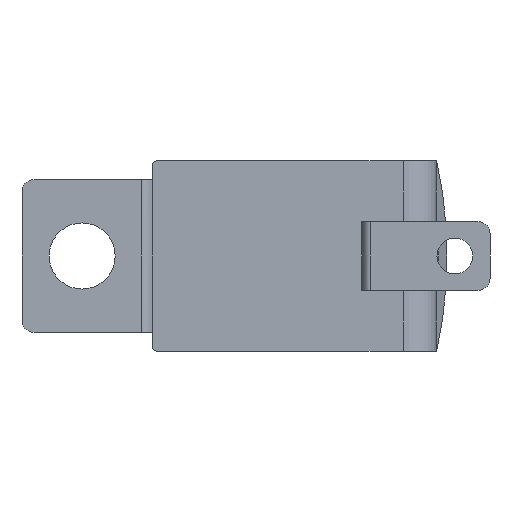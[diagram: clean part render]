
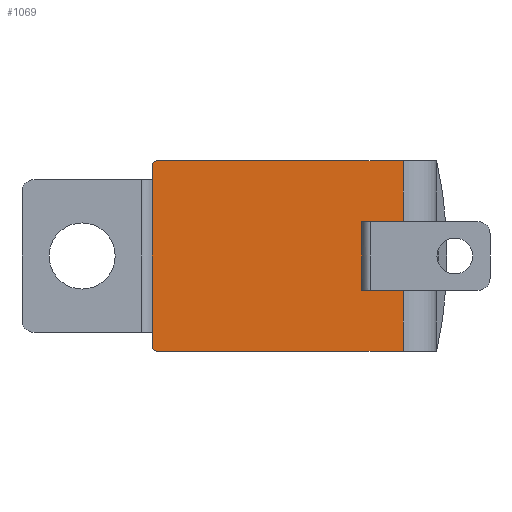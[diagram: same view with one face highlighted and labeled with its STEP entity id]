
A CAD part, front view. The second image highlights one B-rep face of the part: STEP entity #1069.
In plain terms, the highlighted planar face has unit normal (0, -1, 0).
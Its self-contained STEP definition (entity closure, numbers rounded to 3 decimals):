
#109=FACE_OUTER_BOUND('',#169,.T.);
#169=EDGE_LOOP('',(#898,#899,#900,#901,#902,#903,#904,#905,#906,#907,#908,
#909,#910,#911));
#204=CIRCLE('',#1124,0.2);
#207=CIRCLE('',#1130,0.2);
#246=LINE('',#2089,#340);
#260=LINE('',#2122,#354);
#268=LINE('',#2146,#362);
#273=LINE('',#2163,#367);
#294=LINE('',#2233,#388);
#310=LINE('',#2434,#404);
#311=LINE('',#2436,#405);
#313=LINE('',#2440,#407);
#315=LINE('',#2446,#409);
#317=LINE('',#2451,#411);
#318=LINE('',#2452,#412);
#319=LINE('',#2453,#413);
#340=VECTOR('',#1270,10.);
#354=VECTOR('',#1294,10.);
#362=VECTOR('',#1316,10.);
#367=VECTOR('',#1333,10.);
#388=VECTOR('',#1402,10.);
#404=VECTOR('',#1440,10.);
#405=VECTOR('',#1443,10.);
#407=VECTOR('',#1447,10.);
#409=VECTOR('',#1453,10.);
#411=VECTOR('',#1459,10.);
#412=VECTOR('',#1460,10.);
#413=VECTOR('',#1461,10.);
#442=VERTEX_POINT('',#2076);
#443=VERTEX_POINT('',#2077);
#447=VERTEX_POINT('',#2087);
#459=VERTEX_POINT('',#2115);
#460=VERTEX_POINT('',#2117);
#461=VERTEX_POINT('',#2121);
#470=VERTEX_POINT('',#2144);
#476=VERTEX_POINT('',#2162);
#500=VERTEX_POINT('',#2230);
#501=VERTEX_POINT('',#2232);
#508=VERTEX_POINT('',#2249);
#517=VERTEX_POINT('',#2302);
#520=VERTEX_POINT('',#2438);
#522=VERTEX_POINT('',#2444);
#552=EDGE_CURVE('',#442,#443,#204,.T.);
#558=EDGE_CURVE('',#447,#442,#246,.T.);
#572=EDGE_CURVE('',#459,#460,#207,.T.);
#574=EDGE_CURVE('',#460,#461,#260,.T.);
#587=EDGE_CURVE('',#470,#459,#268,.T.);
#595=EDGE_CURVE('',#443,#476,#273,.T.);
#630=EDGE_CURVE('',#501,#500,#294,.T.);
#658=EDGE_CURVE('',#508,#517,#310,.T.);
#659=EDGE_CURVE('',#500,#508,#311,.T.);
#661=EDGE_CURVE('',#517,#520,#313,.T.);
#664=EDGE_CURVE('',#520,#522,#315,.T.);
#667=EDGE_CURVE('',#461,#447,#317,.T.);
#668=EDGE_CURVE('',#501,#470,#318,.T.);
#669=EDGE_CURVE('',#476,#522,#319,.T.);
#898=ORIENTED_EDGE('',*,*,#552,.F.);
#899=ORIENTED_EDGE('',*,*,#558,.F.);
#900=ORIENTED_EDGE('',*,*,#667,.F.);
#901=ORIENTED_EDGE('',*,*,#574,.F.);
#902=ORIENTED_EDGE('',*,*,#572,.F.);
#903=ORIENTED_EDGE('',*,*,#587,.F.);
#904=ORIENTED_EDGE('',*,*,#668,.F.);
#905=ORIENTED_EDGE('',*,*,#630,.T.);
#906=ORIENTED_EDGE('',*,*,#659,.T.);
#907=ORIENTED_EDGE('',*,*,#658,.T.);
#908=ORIENTED_EDGE('',*,*,#661,.T.);
#909=ORIENTED_EDGE('',*,*,#664,.T.);
#910=ORIENTED_EDGE('',*,*,#669,.F.);
#911=ORIENTED_EDGE('',*,*,#595,.F.);
#1020=PLANE('',#1185);
#1069=ADVANCED_FACE('',(#109),#1020,.T.);
#1124=AXIS2_PLACEMENT_3D('',#2078,#1260,#1261);
#1130=AXIS2_PLACEMENT_3D('',#2118,#1289,#1290);
#1185=AXIS2_PLACEMENT_3D('',#2450,#1457,#1458);
#1260=DIRECTION('center_axis',(0.,1.,0.));
#1261=DIRECTION('ref_axis',(-0.707,0.,0.707));
#1270=DIRECTION('',(0.,0.,1.));
#1289=DIRECTION('center_axis',(0.,1.,0.));
#1290=DIRECTION('ref_axis',(-0.707,0.,-0.707));
#1294=DIRECTION('',(0.,0.,1.));
#1316=DIRECTION('',(-1.,0.,0.));
#1333=DIRECTION('',(1.,0.,0.));
#1402=DIRECTION('',(-1.,0.,0.));
#1440=DIRECTION('',(0.,0.,1.));
#1443=DIRECTION('',(0.,0.,1.));
#1447=DIRECTION('',(0.,0.,1.));
#1453=DIRECTION('',(1.,0.,0.));
#1457=DIRECTION('center_axis',(0.,-1.,0.));
#1458=DIRECTION('ref_axis',(1.,0.,0.));
#1459=DIRECTION('',(0.,0.,1.));
#1460=DIRECTION('',(0.,0.,-1.));
#1461=DIRECTION('',(0.,0.,-1.));
#2076=CARTESIAN_POINT('',(2.33,0.25,2.975));
#2077=CARTESIAN_POINT('',(2.53,0.25,3.175));
#2078=CARTESIAN_POINT('Origin',(2.53,0.25,2.975));
#2087=CARTESIAN_POINT('',(2.33,0.25,2.54));
#2089=CARTESIAN_POINT('',(2.33,0.25,0.));
#2115=CARTESIAN_POINT('',(2.53,0.25,-3.175));
#2117=CARTESIAN_POINT('',(2.33,0.25,-2.975));
#2118=CARTESIAN_POINT('Origin',(2.53,0.25,-2.975));
#2121=CARTESIAN_POINT('',(2.33,0.25,-2.54));
#2122=CARTESIAN_POINT('',(2.33,0.25,0.));
#2144=CARTESIAN_POINT('',(10.68,0.25,-3.175));
#2146=CARTESIAN_POINT('',(2.33,0.25,-3.175));
#2162=CARTESIAN_POINT('',(10.68,0.25,3.175));
#2163=CARTESIAN_POINT('',(2.33,0.25,3.175));
#2230=CARTESIAN_POINT('',(9.3,0.25,-1.15));
#2232=CARTESIAN_POINT('',(10.68,0.25,-1.15));
#2233=CARTESIAN_POINT('',(5.815,0.25,-1.15));
#2249=CARTESIAN_POINT('',(9.3,0.25,-1.145));
#2302=CARTESIAN_POINT('',(9.3,0.25,1.145));
#2434=CARTESIAN_POINT('',(9.3,0.25,0.));
#2436=CARTESIAN_POINT('',(9.3,0.25,0.));
#2438=CARTESIAN_POINT('',(9.3,0.25,1.15));
#2440=CARTESIAN_POINT('',(9.3,0.25,0.));
#2444=CARTESIAN_POINT('',(10.68,0.25,1.15));
#2446=CARTESIAN_POINT('',(5.815,0.25,1.15));
#2450=CARTESIAN_POINT('Origin',(2.33,0.25,0.));
#2451=CARTESIAN_POINT('',(2.33,0.25,0.));
#2452=CARTESIAN_POINT('',(10.68,0.25,0.));
#2453=CARTESIAN_POINT('',(10.68,0.25,0.));
